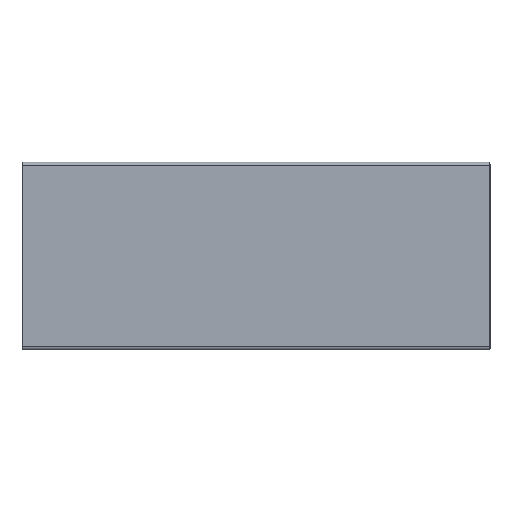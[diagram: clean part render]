
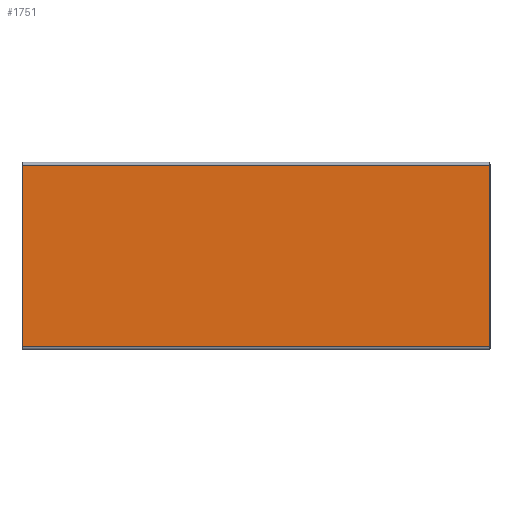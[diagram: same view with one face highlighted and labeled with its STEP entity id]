
A CAD part, top view. The second image highlights one B-rep face of the part: STEP entity #1751.
In plain terms, the highlighted planar face has unit normal (0, 0, 1).
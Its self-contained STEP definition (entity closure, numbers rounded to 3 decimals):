
#175 = FACE_OUTER_BOUND ( 'NONE', #540, .T. ) ;
#292 = DIRECTION ( 'NONE',  ( -1., 0., 0. ) ) ;
#342 = EDGE_CURVE ( 'NONE', #1533, #2355, #1740, .T. ) ;
#500 = CARTESIAN_POINT ( 'NONE',  ( 500., 194., 0. ) ) ;
#540 = EDGE_LOOP ( 'NONE', ( #1939, #868, #791, #807 ) ) ;
#717 = LINE ( 'NONE', #500, #921 ) ;
#758 = CARTESIAN_POINT ( 'NONE',  ( 500., 194., 0. ) ) ;
#791 = ORIENTED_EDGE ( 'NONE', *, *, #1363, .T. ) ;
#793 = VECTOR ( 'NONE', #819, 1000. ) ;
#807 = ORIENTED_EDGE ( 'NONE', *, *, #342, .T. ) ;
#819 = DIRECTION ( 'NONE',  ( 1., 0., 0. ) ) ;
#826 = CARTESIAN_POINT ( 'NONE',  ( 0., 0., 0. ) ) ;
#868 = ORIENTED_EDGE ( 'NONE', *, *, #1191, .T. ) ;
#921 = VECTOR ( 'NONE', #292, 1000. ) ;
#1135 = CARTESIAN_POINT ( 'NONE',  ( -500., -200., 0. ) ) ;
#1191 = EDGE_CURVE ( 'NONE', #1759, #2538, #1341, .T. ) ;
#1341 = LINE ( 'NONE', #1135, #1467 ) ;
#1363 = EDGE_CURVE ( 'NONE', #2538, #1533, #2782, .T. ) ;
#1467 = VECTOR ( 'NONE', #2419, 1000. ) ;
#1533 = VERTEX_POINT ( 'NONE', #1786 ) ;
#1537 = EDGE_CURVE ( 'NONE', #2355, #1759, #717, .T. ) ;
#1692 = DIRECTION ( 'NONE',  ( 0., 0., -1. ) ) ;
#1740 = LINE ( 'NONE', #2349, #2451 ) ;
#1749 = AXIS2_PLACEMENT_3D ( 'NONE', #826, #1692, #2557 ) ;
#1751 = ADVANCED_FACE ( 'NONE', ( #175 ), #2776, .F. ) ;
#1759 = VERTEX_POINT ( 'NONE', #1951 ) ;
#1786 = CARTESIAN_POINT ( 'NONE',  ( 500., -194., 0. ) ) ;
#1939 = ORIENTED_EDGE ( 'NONE', *, *, #1537, .T. ) ;
#1951 = CARTESIAN_POINT ( 'NONE',  ( -500., 194., 0. ) ) ;
#2349 = CARTESIAN_POINT ( 'NONE',  ( 500., -200., 0. ) ) ;
#2355 = VERTEX_POINT ( 'NONE', #758 ) ;
#2356 = CARTESIAN_POINT ( 'NONE',  ( -500., -194., 0. ) ) ;
#2419 = DIRECTION ( 'NONE',  ( 0., -1., 0. ) ) ;
#2451 = VECTOR ( 'NONE', #2804, 1000. ) ;
#2538 = VERTEX_POINT ( 'NONE', #2356 ) ;
#2557 = DIRECTION ( 'NONE',  ( -1., 0., 0. ) ) ;
#2766 = CARTESIAN_POINT ( 'NONE',  ( -500., -194., 0. ) ) ;
#2776 = PLANE ( 'NONE',  #1749 ) ;
#2782 = LINE ( 'NONE', #2766, #793 ) ;
#2804 = DIRECTION ( 'NONE',  ( 0., 1., 0. ) ) ;
